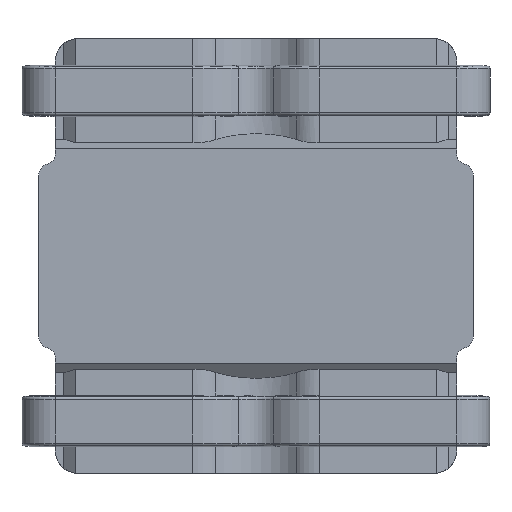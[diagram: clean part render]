
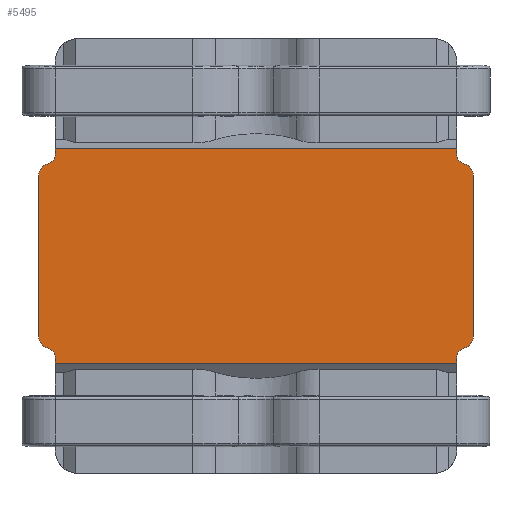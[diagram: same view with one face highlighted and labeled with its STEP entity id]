
A CAD part, front view. The second image highlights one B-rep face of the part: STEP entity #5495.
In plain terms, the highlighted planar face has unit normal (0, -1, 0).
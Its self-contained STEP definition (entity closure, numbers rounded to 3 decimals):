
#160 = VERTEX_POINT ( 'NONE', #4387 ) ;
#173 = VERTEX_POINT ( 'NONE', #2428 ) ;
#330 = DIRECTION ( 'NONE',  ( 0., 0., 1. ) ) ;
#342 = CARTESIAN_POINT ( 'NONE',  ( 7.2, -4.95, -3.843 ) ) ;
#356 = AXIS2_PLACEMENT_3D ( 'NONE', #4609, #3945, #10427 ) ;
#405 = ORIENTED_EDGE ( 'NONE', *, *, #11579, .T. ) ;
#416 = CARTESIAN_POINT ( 'NONE',  ( -7.6, -4.95, 3.68 ) ) ;
#424 = CARTESIAN_POINT ( 'NONE',  ( -7.8, -4.95, 2.905 ) ) ;
#621 = EDGE_CURVE ( 'NONE', #2166, #160, #10308, .T. ) ;
#1110 = ORIENTED_EDGE ( 'NONE', *, *, #4478, .T. ) ;
#1133 = LINE ( 'NONE', #8504, #10642 ) ;
#1203 = LINE ( 'NONE', #4779, #8349 ) ;
#1242 = VERTEX_POINT ( 'NONE', #424 ) ;
#1351 = CARTESIAN_POINT ( 'NONE',  ( 7.2, -4.95, -3.68 ) ) ;
#1432 = CARTESIAN_POINT ( 'NONE',  ( -7.2, -4.95, -3.843 ) ) ;
#1558 = VERTEX_POINT ( 'NONE', #5157 ) ;
#1740 = EDGE_LOOP ( 'NONE', ( #9622, #4194, #8749, #10430, #10746, #3856, #2745, #1110, #6019, #3602, #405, #2391, #6701, #4681, #4178, #11248 ) ) ;
#1762 = CARTESIAN_POINT ( 'NONE',  ( 7.4, -4.95, -2.905 ) ) ;
#1815 = EDGE_CURVE ( 'NONE', #1558, #2879, #8891, .T. ) ;
#1836 = CARTESIAN_POINT ( 'NONE',  ( -7.2, -4.95, 0. ) ) ;
#1912 = DIRECTION ( 'NONE',  ( 0., 1., 0. ) ) ;
#2166 = VERTEX_POINT ( 'NONE', #4856 ) ;
#2323 = AXIS2_PLACEMENT_3D ( 'NONE', #7303, #6048, #11827 ) ;
#2391 = ORIENTED_EDGE ( 'NONE', *, *, #10858, .T. ) ;
#2428 = CARTESIAN_POINT ( 'NONE',  ( -7.8, -4.95, -2.905 ) ) ;
#2683 = VECTOR ( 'NONE', #9069, 1000. ) ;
#2745 = ORIENTED_EDGE ( 'NONE', *, *, #9851, .F. ) ;
#2793 = DIRECTION ( 'NONE',  ( 0., 0., 1. ) ) ;
#2879 = VERTEX_POINT ( 'NONE', #10722 ) ;
#3008 = DIRECTION ( 'NONE',  ( 0., 0., 1. ) ) ;
#3069 = DIRECTION ( 'NONE',  ( 0., 0., -1. ) ) ;
#3097 = VERTEX_POINT ( 'NONE', #11547 ) ;
#3124 = CIRCLE ( 'NONE', #4659, 0.4 ) ;
#3459 = EDGE_CURVE ( 'NONE', #8130, #2879, #9062, .T. ) ;
#3475 = CARTESIAN_POINT ( 'NONE',  ( -7.2, -4.95, 0. ) ) ;
#3602 = ORIENTED_EDGE ( 'NONE', *, *, #11140, .T. ) ;
#3742 = DIRECTION ( 'NONE',  ( 0., 0., 1. ) ) ;
#3750 = AXIS2_PLACEMENT_3D ( 'NONE', #5847, #8684, #9536 ) ;
#3856 = ORIENTED_EDGE ( 'NONE', *, *, #3459, .F. ) ;
#3900 = VECTOR ( 'NONE', #4458, 1000. ) ;
#3945 = DIRECTION ( 'NONE',  ( 0., -1., 0. ) ) ;
#3997 = CIRCLE ( 'NONE', #356, 0.4 ) ;
#4178 = ORIENTED_EDGE ( 'NONE', *, *, #8091, .T. ) ;
#4194 = ORIENTED_EDGE ( 'NONE', *, *, #4744, .T. ) ;
#4239 = DIRECTION ( 'NONE',  ( 0., 1., 0. ) ) ;
#4261 = AXIS2_PLACEMENT_3D ( 'NONE', #8454, #7713, #3008 ) ;
#4387 = CARTESIAN_POINT ( 'NONE',  ( -7.2, -4.95, -3.68 ) ) ;
#4421 = CARTESIAN_POINT ( 'NONE',  ( 0., -4.95, -3.843 ) ) ;
#4458 = DIRECTION ( 'NONE',  ( 0., 0., -1. ) ) ;
#4464 = CARTESIAN_POINT ( 'NONE',  ( 0., -4.95, 0. ) ) ;
#4478 = EDGE_CURVE ( 'NONE', #3097, #7561, #10142, .T. ) ;
#4509 = DIRECTION ( 'NONE',  ( 0., 0., -1. ) ) ;
#4609 = CARTESIAN_POINT ( 'NONE',  ( -7.4, -4.95, -2.905 ) ) ;
#4610 = DIRECTION ( 'NONE',  ( 0., -1., 0. ) ) ;
#4659 = AXIS2_PLACEMENT_3D ( 'NONE', #1762, #4610, #2793 ) ;
#4676 = LINE ( 'NONE', #4747, #7045 ) ;
#4681 = ORIENTED_EDGE ( 'NONE', *, *, #8697, .T. ) ;
#4744 = EDGE_CURVE ( 'NONE', #8972, #5120, #3124, .T. ) ;
#4747 = CARTESIAN_POINT ( 'NONE',  ( 0., -4.95, 3.843 ) ) ;
#4779 = CARTESIAN_POINT ( 'NONE',  ( 7.2, -4.95, 0. ) ) ;
#4856 = CARTESIAN_POINT ( 'NONE',  ( -7.5, -4.95, -3.293 ) ) ;
#5099 = CIRCLE ( 'NONE', #3750, 0.4 ) ;
#5120 = VERTEX_POINT ( 'NONE', #9690 ) ;
#5157 = CARTESIAN_POINT ( 'NONE',  ( 7.5, -4.95, 3.293 ) ) ;
#5193 = CARTESIAN_POINT ( 'NONE',  ( 7.2, -4.95, 0. ) ) ;
#5314 = EDGE_CURVE ( 'NONE', #10640, #10900, #1203, .T. ) ;
#5495 = ADVANCED_FACE ( 'NONE', ( #8148 ), #9120, .F. ) ;
#5507 = VERTEX_POINT ( 'NONE', #10222 ) ;
#5646 = CARTESIAN_POINT ( 'NONE',  ( -7.2, -4.95, 3.68 ) ) ;
#5776 = DIRECTION ( 'NONE',  ( 0., 0., -1. ) ) ;
#5796 = CARTESIAN_POINT ( 'NONE',  ( 7.2, -4.95, 3.843 ) ) ;
#5847 = CARTESIAN_POINT ( 'NONE',  ( 7.4, -4.95, 2.905 ) ) ;
#6019 = ORIENTED_EDGE ( 'NONE', *, *, #9918, .T. ) ;
#6039 = DIRECTION ( 'NONE',  ( 0., -1., 0. ) ) ;
#6048 = DIRECTION ( 'NONE',  ( 0., 1., 0. ) ) ;
#6091 = AXIS2_PLACEMENT_3D ( 'NONE', #416, #9586, #11439 ) ;
#6386 = CIRCLE ( 'NONE', #4261, 0.4 ) ;
#6507 = CARTESIAN_POINT ( 'NONE',  ( 7.8, -4.95, 0. ) ) ;
#6701 = ORIENTED_EDGE ( 'NONE', *, *, #621, .T. ) ;
#6930 = VERTEX_POINT ( 'NONE', #10435 ) ;
#7045 = VECTOR ( 'NONE', #11090, 1000. ) ;
#7061 = LINE ( 'NONE', #3475, #7406 ) ;
#7082 = VECTOR ( 'NONE', #5776, 1000. ) ;
#7303 = CARTESIAN_POINT ( 'NONE',  ( 7.6, -4.95, 3.68 ) ) ;
#7406 = VECTOR ( 'NONE', #4509, 1000. ) ;
#7561 = VERTEX_POINT ( 'NONE', #5646 ) ;
#7713 = DIRECTION ( 'NONE',  ( 0., 1., 0. ) ) ;
#7856 = CIRCLE ( 'NONE', #9420, 0.4 ) ;
#8091 = EDGE_CURVE ( 'NONE', #11782, #10900, #8154, .T. ) ;
#8130 = VERTEX_POINT ( 'NONE', #5796 ) ;
#8148 = FACE_OUTER_BOUND ( 'NONE', #1740, .T. ) ;
#8154 = LINE ( 'NONE', #4421, #2683 ) ;
#8349 = VECTOR ( 'NONE', #8696, 1000. ) ;
#8361 = AXIS2_PLACEMENT_3D ( 'NONE', #11597, #4239, #8831 ) ;
#8454 = CARTESIAN_POINT ( 'NONE',  ( 7.6, -4.95, -3.68 ) ) ;
#8504 = CARTESIAN_POINT ( 'NONE',  ( -7.8, -4.95, 0. ) ) ;
#8616 = EDGE_CURVE ( 'NONE', #5507, #1558, #5099, .T. ) ;
#8684 = DIRECTION ( 'NONE',  ( 0., -1., 0. ) ) ;
#8696 = DIRECTION ( 'NONE',  ( 0., 0., -1. ) ) ;
#8697 = EDGE_CURVE ( 'NONE', #160, #11782, #7061, .T. ) ;
#8749 = ORIENTED_EDGE ( 'NONE', *, *, #10630, .F. ) ;
#8831 = DIRECTION ( 'NONE',  ( 0., 0., 1. ) ) ;
#8891 = CIRCLE ( 'NONE', #2323, 0.4 ) ;
#8972 = VERTEX_POINT ( 'NONE', #10550 ) ;
#9062 = LINE ( 'NONE', #5193, #3900 ) ;
#9069 = DIRECTION ( 'NONE',  ( 1., 0., 0. ) ) ;
#9120 = PLANE ( 'NONE',  #11071 ) ;
#9420 = AXIS2_PLACEMENT_3D ( 'NONE', #9486, #6039, #330 ) ;
#9486 = CARTESIAN_POINT ( 'NONE',  ( -7.4, -4.95, 2.905 ) ) ;
#9536 = DIRECTION ( 'NONE',  ( 0., 0., 1. ) ) ;
#9562 = CIRCLE ( 'NONE', #6091, 0.4 ) ;
#9586 = DIRECTION ( 'NONE',  ( 0., 1., 0. ) ) ;
#9622 = ORIENTED_EDGE ( 'NONE', *, *, #11612, .T. ) ;
#9690 = CARTESIAN_POINT ( 'NONE',  ( 7.8, -4.95, -2.905 ) ) ;
#9851 = EDGE_CURVE ( 'NONE', #3097, #8130, #4676, .T. ) ;
#9881 = VECTOR ( 'NONE', #10257, 1000. ) ;
#9918 = EDGE_CURVE ( 'NONE', #7561, #6930, #9562, .T. ) ;
#10142 = LINE ( 'NONE', #1836, #9881 ) ;
#10222 = CARTESIAN_POINT ( 'NONE',  ( 7.8, -4.95, 2.905 ) ) ;
#10257 = DIRECTION ( 'NONE',  ( 0., 0., -1. ) ) ;
#10308 = CIRCLE ( 'NONE', #8361, 0.4 ) ;
#10427 = DIRECTION ( 'NONE',  ( 0., 0., 1. ) ) ;
#10430 = ORIENTED_EDGE ( 'NONE', *, *, #8616, .T. ) ;
#10435 = CARTESIAN_POINT ( 'NONE',  ( -7.5, -4.95, 3.293 ) ) ;
#10442 = LINE ( 'NONE', #6507, #7082 ) ;
#10550 = CARTESIAN_POINT ( 'NONE',  ( 7.5, -4.95, -3.293 ) ) ;
#10630 = EDGE_CURVE ( 'NONE', #5507, #5120, #10442, .T. ) ;
#10640 = VERTEX_POINT ( 'NONE', #1351 ) ;
#10642 = VECTOR ( 'NONE', #3069, 1000. ) ;
#10722 = CARTESIAN_POINT ( 'NONE',  ( 7.2, -4.95, 3.68 ) ) ;
#10746 = ORIENTED_EDGE ( 'NONE', *, *, #1815, .T. ) ;
#10858 = EDGE_CURVE ( 'NONE', #173, #2166, #3997, .T. ) ;
#10900 = VERTEX_POINT ( 'NONE', #342 ) ;
#11071 = AXIS2_PLACEMENT_3D ( 'NONE', #4464, #1912, #3742 ) ;
#11090 = DIRECTION ( 'NONE',  ( 1., 0., 0. ) ) ;
#11140 = EDGE_CURVE ( 'NONE', #6930, #1242, #7856, .T. ) ;
#11248 = ORIENTED_EDGE ( 'NONE', *, *, #5314, .F. ) ;
#11439 = DIRECTION ( 'NONE',  ( 0., 0., 1. ) ) ;
#11547 = CARTESIAN_POINT ( 'NONE',  ( -7.2, -4.95, 3.843 ) ) ;
#11579 = EDGE_CURVE ( 'NONE', #1242, #173, #1133, .T. ) ;
#11597 = CARTESIAN_POINT ( 'NONE',  ( -7.6, -4.95, -3.68 ) ) ;
#11612 = EDGE_CURVE ( 'NONE', #10640, #8972, #6386, .T. ) ;
#11782 = VERTEX_POINT ( 'NONE', #1432 ) ;
#11827 = DIRECTION ( 'NONE',  ( 0., 0., 1. ) ) ;
